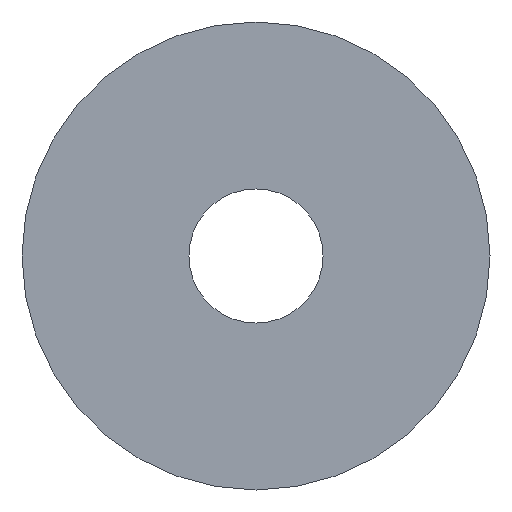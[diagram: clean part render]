
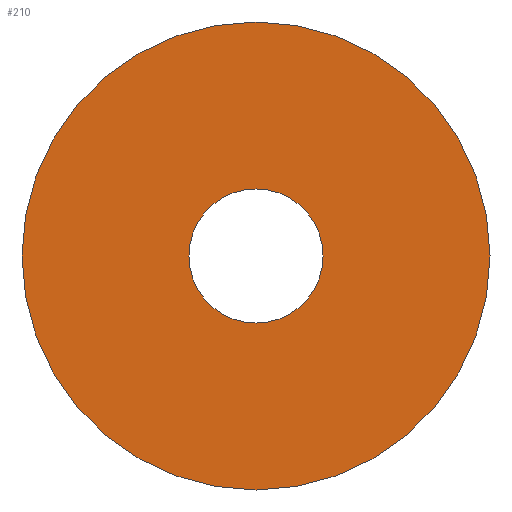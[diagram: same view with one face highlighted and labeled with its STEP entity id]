
A CAD part, front view. The second image highlights one B-rep face of the part: STEP entity #210.
In plain terms, the highlighted planar face has unit normal (0, -1, 0).
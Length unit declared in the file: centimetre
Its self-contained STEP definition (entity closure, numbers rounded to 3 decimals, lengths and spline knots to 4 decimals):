
#1 = VERTEX_POINT ( 'NONE', #3 ) ;
#3 = CARTESIAN_POINT ( 'NONE',  ( 0., 0., -0.75 ) ) ;
#6 = CARTESIAN_POINT ( 'NONE',  ( 0., 0., -0.215 ) ) ;
#14 = DIRECTION ( 'NONE',  ( 0., 1., 0. ) ) ;
#21 = EDGE_LOOP ( 'NONE', ( #88, #168 ) ) ;
#22 = VERTEX_POINT ( 'NONE', #116 ) ;
#38 = ORIENTED_EDGE ( 'NONE', *, *, #78, .F. ) ;
#42 = FACE_BOUND ( 'NONE', #21, .T. ) ;
#47 = AXIS2_PLACEMENT_3D ( 'NONE', #204, #159, #127 ) ;
#57 = VERTEX_POINT ( 'NONE', #134 ) ;
#58 = DIRECTION ( 'NONE',  ( 0., 0., 1. ) ) ;
#59 = DIRECTION ( 'NONE',  ( 0., 0., 1. ) ) ;
#66 = AXIS2_PLACEMENT_3D ( 'NONE', #87, #14, #198 ) ;
#77 = CARTESIAN_POINT ( 'NONE',  ( 0., 0., 0. ) ) ;
#78 = EDGE_CURVE ( 'NONE', #57, #1, #119, .T. ) ;
#87 = CARTESIAN_POINT ( 'NONE',  ( 0., 0., 0. ) ) ;
#88 = ORIENTED_EDGE ( 'NONE', *, *, #135, .T. ) ;
#95 = CIRCLE ( 'NONE', #211, 0.75 ) ;
#97 = DIRECTION ( 'NONE',  ( 0., 0., 1. ) ) ;
#98 = DIRECTION ( 'NONE',  ( 0., 1., 0. ) ) ;
#100 = EDGE_CURVE ( 'NONE', #1, #57, #95, .T. ) ;
#112 = CARTESIAN_POINT ( 'NONE',  ( 0., 0., 0. ) ) ;
#116 = CARTESIAN_POINT ( 'NONE',  ( 0., 0., 0.215 ) ) ;
#118 = VERTEX_POINT ( 'NONE', #6 ) ;
#119 = CIRCLE ( 'NONE', #66, 0.75 ) ;
#125 = CARTESIAN_POINT ( 'NONE',  ( 0., 0., 0. ) ) ;
#126 = DIRECTION ( 'NONE',  ( 0., 1., 0. ) ) ;
#127 = DIRECTION ( 'NONE',  ( 0., 0., 1. ) ) ;
#134 = CARTESIAN_POINT ( 'NONE',  ( 0., 0., 0.75 ) ) ;
#135 = EDGE_CURVE ( 'NONE', #22, #118, #137, .T. ) ;
#136 = EDGE_LOOP ( 'NONE', ( #155, #38 ) ) ;
#137 = CIRCLE ( 'NONE', #47, 0.215 ) ;
#155 = ORIENTED_EDGE ( 'NONE', *, *, #100, .F. ) ;
#158 = EDGE_CURVE ( 'NONE', #118, #22, #212, .T. ) ;
#159 = DIRECTION ( 'NONE',  ( 0., 1., 0. ) ) ;
#168 = ORIENTED_EDGE ( 'NONE', *, *, #158, .T. ) ;
#169 = DIRECTION ( 'NONE',  ( 0., 1., 0. ) ) ;
#174 = AXIS2_PLACEMENT_3D ( 'NONE', #112, #126, #97 ) ;
#187 = FACE_OUTER_BOUND ( 'NONE', #136, .T. ) ;
#192 = AXIS2_PLACEMENT_3D ( 'NONE', #77, #169, #59 ) ;
#198 = DIRECTION ( 'NONE',  ( 0., 0., 1. ) ) ;
#204 = CARTESIAN_POINT ( 'NONE',  ( 0., 0., 0. ) ) ;
#205 = PLANE ( 'NONE',  #192 ) ;
#210 = ADVANCED_FACE ( 'NONE', ( #42, #187 ), #205, .F. ) ;
#211 = AXIS2_PLACEMENT_3D ( 'NONE', #125, #98, #58 ) ;
#212 = CIRCLE ( 'NONE', #174, 0.215 ) ;
